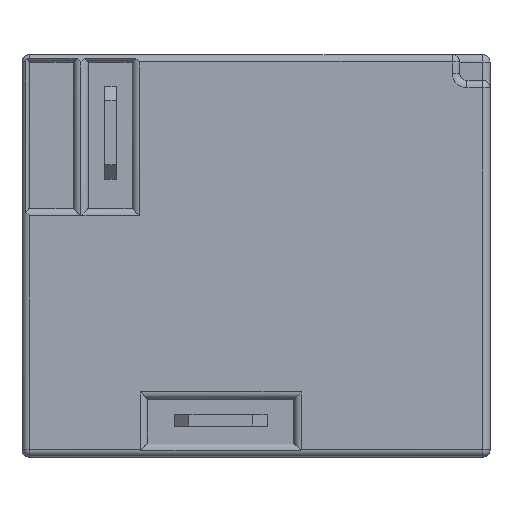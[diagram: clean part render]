
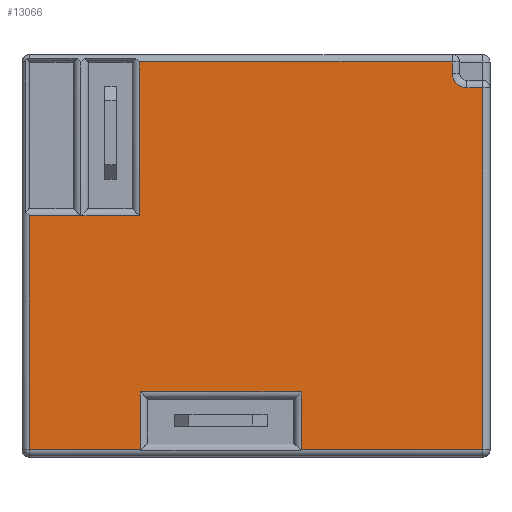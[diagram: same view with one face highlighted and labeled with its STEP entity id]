
A CAD part, top view. The second image highlights one B-rep face of the part: STEP entity #13066.
In plain terms, the highlighted planar face has unit normal (0, 0, 1).
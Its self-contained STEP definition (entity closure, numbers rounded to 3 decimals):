
#288 = DIRECTION ( 'NONE',  ( -1., 0., 0. ) ) ;
#321 = CARTESIAN_POINT ( 'NONE',  ( 0., 0., 20.5 ) ) ;
#387 = CARTESIAN_POINT ( 'NONE',  ( 3.091, -9.315, 20.5 ) ) ;
#408 = DIRECTION ( 'NONE',  ( 1., 0., 0. ) ) ;
#428 = ORIENTED_EDGE ( 'NONE', *, *, #948, .T. ) ;
#465 = DIRECTION ( 'NONE',  ( -1., 0., 0. ) ) ;
#931 = VERTEX_POINT ( 'NONE', #5352 ) ;
#945 = ORIENTED_EDGE ( 'NONE', *, *, #11292, .T. ) ;
#948 = EDGE_CURVE ( 'NONE', #9622, #10577, #5256, .T. ) ;
#1060 = EDGE_CURVE ( 'NONE', #17692, #9622, #4768, .T. ) ;
#1143 = EDGE_CURVE ( 'NONE', #7887, #2387, #7658, .T. ) ;
#1210 = VERTEX_POINT ( 'NONE', #3795 ) ;
#1253 = LINE ( 'NONE', #16695, #2660 ) ;
#1374 = VECTOR ( 'NONE', #17318, 1000. ) ;
#1384 = VECTOR ( 'NONE', #3615, 1000. ) ;
#1490 = CARTESIAN_POINT ( 'NONE',  ( 15.5, 11.982, 20.5 ) ) ;
#1590 = FACE_OUTER_BOUND ( 'NONE', #16298, .T. ) ;
#1642 = CARTESIAN_POINT ( 'NONE',  ( -11.468, 2.739, 20.5 ) ) ;
#1677 = PLANE ( 'NONE',  #4952 ) ;
#1718 = CARTESIAN_POINT ( 'NONE',  ( 13.422, 13.75, 20.5 ) ) ;
#2202 = ORIENTED_EDGE ( 'NONE', *, *, #1143, .T. ) ;
#2246 = CARTESIAN_POINT ( 'NONE',  ( 0., -9.315, 20.5 ) ) ;
#2387 = VERTEX_POINT ( 'NONE', #16931 ) ;
#2535 = DIRECTION ( 'NONE',  ( 1., 0., 0. ) ) ;
#2660 = VECTOR ( 'NONE', #5566, 1000. ) ;
#2799 = VERTEX_POINT ( 'NONE', #3714 ) ;
#2840 = CARTESIAN_POINT ( 'NONE',  ( 16., -13.25, 20.5 ) ) ;
#2872 = VECTOR ( 'NONE', #288, 1000. ) ;
#2960 = CARTESIAN_POINT ( 'NONE',  ( -15.5, -13.75, 20.5 ) ) ;
#3241 = AXIS2_PLACEMENT_3D ( 'NONE', #11413, #15472, #12786 ) ;
#3380 = VECTOR ( 'NONE', #2535, 1000. ) ;
#3414 = VECTOR ( 'NONE', #8336, 1000. ) ;
#3581 = CARTESIAN_POINT ( 'NONE',  ( 3.091, -13.25, 20.5 ) ) ;
#3615 = DIRECTION ( 'NONE',  ( 0., 1., 0. ) ) ;
#3688 = CARTESIAN_POINT ( 'NONE',  ( 15.5, 11.482, 20.5 ) ) ;
#3714 = CARTESIAN_POINT ( 'NONE',  ( 14.422, 11.482, 20.5 ) ) ;
#3795 = CARTESIAN_POINT ( 'NONE',  ( -15.5, -13.25, 20.5 ) ) ;
#4300 = VECTOR ( 'NONE', #11220, 1000. ) ;
#4447 = CARTESIAN_POINT ( 'NONE',  ( -11.989, 3.239, 20.5 ) ) ;
#4674 = VERTEX_POINT ( 'NONE', #11680 ) ;
#4700 = DIRECTION ( 'NONE',  ( 0., -1., 0. ) ) ;
#4743 = VERTEX_POINT ( 'NONE', #8041 ) ;
#4768 = LINE ( 'NONE', #11755, #1384 ) ;
#4952 = AXIS2_PLACEMENT_3D ( 'NONE', #321, #9966, #408 ) ;
#5006 = VECTOR ( 'NONE', #17076, 1000. ) ;
#5015 = EDGE_CURVE ( 'NONE', #9175, #4743, #8354, .T. ) ;
#5256 = LINE ( 'NONE', #10883, #17233 ) ;
#5352 = CARTESIAN_POINT ( 'NONE',  ( 15.5, -13.25, 20.5 ) ) ;
#5389 = EDGE_CURVE ( 'NONE', #1210, #7887, #16586, .T. ) ;
#5522 = EDGE_CURVE ( 'NONE', #12656, #4674, #14203, .T. ) ;
#5566 = DIRECTION ( 'NONE',  ( -1., 0., 0. ) ) ;
#5691 = CARTESIAN_POINT ( 'NONE',  ( -16., 13.25, 20.5 ) ) ;
#5755 = EDGE_CURVE ( 'NONE', #12097, #9175, #8571, .T. ) ;
#6443 = ORIENTED_EDGE ( 'NONE', *, *, #8043, .T. ) ;
#6557 = EDGE_CURVE ( 'NONE', #8518, #12097, #15628, .T. ) ;
#6628 = EDGE_CURVE ( 'NONE', #4743, #17692, #14017, .T. ) ;
#6939 = LINE ( 'NONE', #2960, #14483 ) ;
#7331 = CARTESIAN_POINT ( 'NONE',  ( 0., 2.739, 20.5 ) ) ;
#7374 = ORIENTED_EDGE ( 'NONE', *, *, #11770, .T. ) ;
#7457 = VECTOR ( 'NONE', #465, 1000. ) ;
#7554 = ORIENTED_EDGE ( 'NONE', *, *, #5755, .T. ) ;
#7658 = LINE ( 'NONE', #13210, #5006 ) ;
#7738 = LINE ( 'NONE', #2246, #16795 ) ;
#7887 = VERTEX_POINT ( 'NONE', #17325 ) ;
#8041 = CARTESIAN_POINT ( 'NONE',  ( -7.968, 2.739, 20.5 ) ) ;
#8043 = EDGE_CURVE ( 'NONE', #4674, #1210, #6939, .T. ) ;
#8056 = EDGE_CURVE ( 'NONE', #16286, #2799, #1253, .T. ) ;
#8336 = DIRECTION ( 'NONE',  ( 1., 0., 0. ) ) ;
#8354 = LINE ( 'NONE', #10719, #14019 ) ;
#8518 = VERTEX_POINT ( 'NONE', #13747 ) ;
#8571 = LINE ( 'NONE', #5691, #12162 ) ;
#8592 = LINE ( 'NONE', #4447, #12186 ) ;
#9175 = VERTEX_POINT ( 'NONE', #11790 ) ;
#9205 = CARTESIAN_POINT ( 'NONE',  ( 16., -13.25, 20.5 ) ) ;
#9622 = VERTEX_POINT ( 'NONE', #16035 ) ;
#9966 = DIRECTION ( 'NONE',  ( 0., 0., 1. ) ) ;
#9982 = ORIENTED_EDGE ( 'NONE', *, *, #11908, .T. ) ;
#10036 = LINE ( 'NONE', #1490, #11756 ) ;
#10345 = LINE ( 'NONE', #15864, #1374 ) ;
#10577 = VERTEX_POINT ( 'NONE', #10679 ) ;
#10679 = CARTESIAN_POINT ( 'NONE',  ( -11.989, 13.25, 20.5 ) ) ;
#10719 = CARTESIAN_POINT ( 'NONE',  ( -7.968, 3.239, 20.5 ) ) ;
#10883 = CARTESIAN_POINT ( 'NONE',  ( -16., 13.25, 20.5 ) ) ;
#11014 = ORIENTED_EDGE ( 'NONE', *, *, #6557, .T. ) ;
#11220 = DIRECTION ( 'NONE',  ( 0., 1., 0. ) ) ;
#11246 = ORIENTED_EDGE ( 'NONE', *, *, #6628, .T. ) ;
#11292 = EDGE_CURVE ( 'NONE', #931, #16286, #10036, .T. ) ;
#11413 = CARTESIAN_POINT ( 'NONE',  ( 14.422, 12.482, 20.5 ) ) ;
#11680 = CARTESIAN_POINT ( 'NONE',  ( -15.5, 2.739, 20.5 ) ) ;
#11755 = CARTESIAN_POINT ( 'NONE',  ( -11.968, 0., 20.5 ) ) ;
#11756 = VECTOR ( 'NONE', #15402, 1000. ) ;
#11770 = EDGE_CURVE ( 'NONE', #17201, #931, #14734, .T. ) ;
#11790 = CARTESIAN_POINT ( 'NONE',  ( -7.968, 13.25, 20.5 ) ) ;
#11908 = EDGE_CURVE ( 'NONE', #14055, #17201, #10345, .T. ) ;
#11923 = ORIENTED_EDGE ( 'NONE', *, *, #14911, .T. ) ;
#11986 = ORIENTED_EDGE ( 'NONE', *, *, #13983, .T. ) ;
#12097 = VERTEX_POINT ( 'NONE', #12544 ) ;
#12162 = VECTOR ( 'NONE', #12682, 1000. ) ;
#12186 = VECTOR ( 'NONE', #4700, 1000. ) ;
#12243 = CARTESIAN_POINT ( 'NONE',  ( -11.968, 2.739, 20.5 ) ) ;
#12344 = ORIENTED_EDGE ( 'NONE', *, *, #15274, .T. ) ;
#12544 = CARTESIAN_POINT ( 'NONE',  ( 13.422, 13.25, 20.5 ) ) ;
#12561 = DIRECTION ( 'NONE',  ( 0., -1., 0. ) ) ;
#12604 = ORIENTED_EDGE ( 'NONE', *, *, #8056, .T. ) ;
#12656 = VERTEX_POINT ( 'NONE', #16090 ) ;
#12682 = DIRECTION ( 'NONE',  ( -1., 0., 0. ) ) ;
#12786 = DIRECTION ( 'NONE',  ( 1., 0., 0. ) ) ;
#13066 = ADVANCED_FACE ( 'NONE', ( #1590 ), #1677, .T. ) ;
#13210 = CARTESIAN_POINT ( 'NONE',  ( -7.909, 0., 20.5 ) ) ;
#13614 = ORIENTED_EDGE ( 'NONE', *, *, #1060, .T. ) ;
#13747 = CARTESIAN_POINT ( 'NONE',  ( 13.422, 12.482, 20.5 ) ) ;
#13983 = EDGE_CURVE ( 'NONE', #2799, #8518, #15653, .T. ) ;
#14017 = LINE ( 'NONE', #1642, #2872 ) ;
#14019 = VECTOR ( 'NONE', #17875, 1000. ) ;
#14055 = VERTEX_POINT ( 'NONE', #387 ) ;
#14203 = LINE ( 'NONE', #7331, #7457 ) ;
#14483 = VECTOR ( 'NONE', #12561, 1000. ) ;
#14734 = LINE ( 'NONE', #9205, #3380 ) ;
#14911 = EDGE_CURVE ( 'NONE', #10577, #12656, #8592, .T. ) ;
#14931 = ORIENTED_EDGE ( 'NONE', *, *, #5015, .T. ) ;
#15114 = ORIENTED_EDGE ( 'NONE', *, *, #5522, .T. ) ;
#15274 = EDGE_CURVE ( 'NONE', #2387, #14055, #7738, .T. ) ;
#15402 = DIRECTION ( 'NONE',  ( 0., 1., 0. ) ) ;
#15437 = ORIENTED_EDGE ( 'NONE', *, *, #5389, .T. ) ;
#15472 = DIRECTION ( 'NONE',  ( 0., 0., -1. ) ) ;
#15628 = LINE ( 'NONE', #1718, #4300 ) ;
#15653 = CIRCLE ( 'NONE', #3241, 1. ) ;
#15864 = CARTESIAN_POINT ( 'NONE',  ( 3.091, -12.815, 20.5 ) ) ;
#16035 = CARTESIAN_POINT ( 'NONE',  ( -11.968, 13.25, 20.5 ) ) ;
#16082 = DIRECTION ( 'NONE',  ( 1., 0., 0. ) ) ;
#16090 = CARTESIAN_POINT ( 'NONE',  ( -11.989, 2.739, 20.5 ) ) ;
#16286 = VERTEX_POINT ( 'NONE', #3688 ) ;
#16298 = EDGE_LOOP ( 'NONE', ( #11246, #13614, #428, #11923, #15114, #6443, #15437, #2202, #12344, #9982, #7374, #945, #12604, #11986, #11014, #7554, #14931 ) ) ;
#16400 = DIRECTION ( 'NONE',  ( -1., 0., 0. ) ) ;
#16586 = LINE ( 'NONE', #2840, #3414 ) ;
#16695 = CARTESIAN_POINT ( 'NONE',  ( 14.422, 11.482, 20.5 ) ) ;
#16795 = VECTOR ( 'NONE', #16082, 1000. ) ;
#16931 = CARTESIAN_POINT ( 'NONE',  ( -7.909, -9.315, 20.5 ) ) ;
#17076 = DIRECTION ( 'NONE',  ( 0., 1., 0. ) ) ;
#17201 = VERTEX_POINT ( 'NONE', #3581 ) ;
#17233 = VECTOR ( 'NONE', #16400, 1000. ) ;
#17318 = DIRECTION ( 'NONE',  ( 0., -1., 0. ) ) ;
#17325 = CARTESIAN_POINT ( 'NONE',  ( -7.909, -13.25, 20.5 ) ) ;
#17692 = VERTEX_POINT ( 'NONE', #12243 ) ;
#17875 = DIRECTION ( 'NONE',  ( 0., -1., 0. ) ) ;
